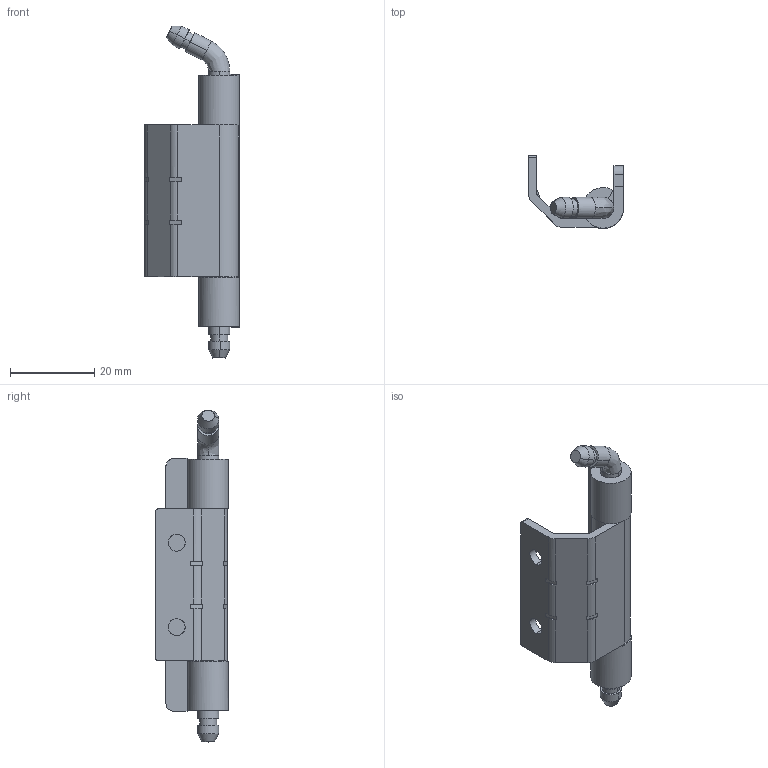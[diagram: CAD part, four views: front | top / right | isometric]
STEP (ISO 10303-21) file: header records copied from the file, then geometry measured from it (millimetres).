
FILE_DESCRIPTION((''),'2;1');
FILE_NAME('','2009-10-15T11:14:59',(''),(''),'','CADfix','');
FILE_SCHEMA(('AUTOMOTIVE_DESIGN { 1 0 10303 214 1 1 1 1 }'));
Length unit declared in the file: millimetre
Bounding box: 22.5 x 17.25 x 78.7 mm (x, y, z)
Volume: 6927.3 mm3; surface area: 7354.3 mm2
Topology: 3 solids, 3 shells, 98 faces, 294 edges, 206 vertices
Faces by surface type: bspline 98
Entity records: 3624 total; most frequent: CARTESIAN_POINT 1938, ORIENTED_EDGE 588, EDGE_CURVE 294, VERTEX_POINT 206, QUASI_UNIFORM_CURVE 174, EDGE_LOOP 106, FACE_OUTER_BOUND 98, ADVANCED_FACE 98
